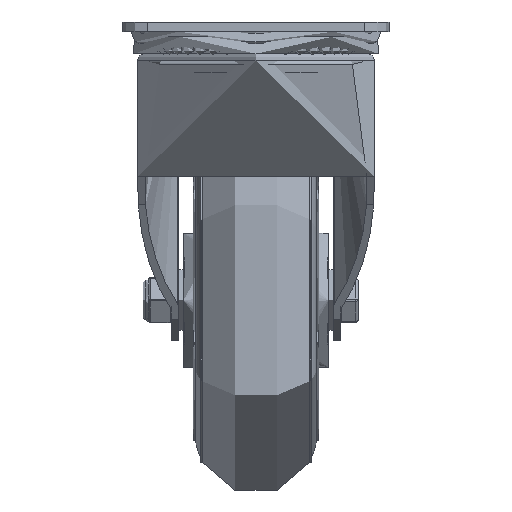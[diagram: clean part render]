
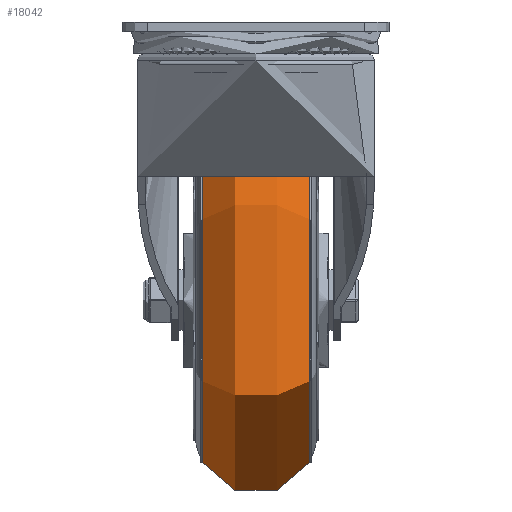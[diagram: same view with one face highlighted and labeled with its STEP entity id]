
A CAD part, left-side view. The second image highlights one B-rep face of the part: STEP entity #18042.
In plain terms, the highlighted toroidal (fillet/blend) face has major radius 54.795 mm and minor radius 25.204 mm.
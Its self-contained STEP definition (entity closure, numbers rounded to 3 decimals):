
#2337=TOROIDAL_SURFACE('',#19692,54.795,25.205);
#2679=FACE_OUTER_BOUND('',#3835,.T.);
#3835=EDGE_LOOP('',(#13626,#13627,#13628,#13629,#13630,#13631));
#7101=CIRCLE('',#19693,67.);
#7102=CIRCLE('',#19694,67.);
#7103=CIRCLE('',#19695,25.205);
#7104=CIRCLE('',#19696,67.);
#7105=CIRCLE('',#19697,67.);
#8204=VERTEX_POINT('',#30183);
#8205=VERTEX_POINT('',#30184);
#8206=VERTEX_POINT('',#30187);
#8207=VERTEX_POINT('',#30189);
#10184=EDGE_CURVE('',#8204,#8205,#7101,.T.);
#10185=EDGE_CURVE('',#8205,#8204,#7102,.T.);
#10186=EDGE_CURVE('',#8205,#8206,#7103,.T.);
#10187=EDGE_CURVE('',#8206,#8207,#7104,.T.);
#10188=EDGE_CURVE('',#8207,#8206,#7105,.T.);
#13626=ORIENTED_EDGE('',*,*,#10184,.F.);
#13627=ORIENTED_EDGE('',*,*,#10185,.F.);
#13628=ORIENTED_EDGE('',*,*,#10186,.T.);
#13629=ORIENTED_EDGE('',*,*,#10187,.T.);
#13630=ORIENTED_EDGE('',*,*,#10188,.T.);
#13631=ORIENTED_EDGE('',*,*,#10186,.F.);
#18042=ADVANCED_FACE('',(#2679),#2337,.T.);
#19692=AXIS2_PLACEMENT_3D('',#30182,#22443,#22444);
#19693=AXIS2_PLACEMENT_3D('',#30185,#22445,#22446);
#19694=AXIS2_PLACEMENT_3D('',#30186,#22447,#22448);
#19695=AXIS2_PLACEMENT_3D('',#30188,#22449,#22450);
#19696=AXIS2_PLACEMENT_3D('',#30190,#22451,#22452);
#19697=AXIS2_PLACEMENT_3D('',#30191,#22453,#22454);
#22443=DIRECTION('center_axis',(0.,-1.,0.));
#22444=DIRECTION('ref_axis',(0.,0.,-1.));
#22445=DIRECTION('center_axis',(0.,-1.,0.));
#22446=DIRECTION('ref_axis',(0.,0.,
1.));
#22447=DIRECTION('center_axis',(0.,-1.,0.));
#22448=DIRECTION('ref_axis',(0.,0.,
1.));
#22449=DIRECTION('center_axis',(-1.,0.,0.));
#22450=DIRECTION('ref_axis',(0.,0.,
1.));
#22451=DIRECTION('center_axis',(0.,-1.,0.));
#22452=DIRECTION('ref_axis',(0.,0.,
1.));
#22453=DIRECTION('center_axis',(0.,-1.,0.));
#22454=DIRECTION('ref_axis',(0.,0.,
1.));
#30182=CARTESIAN_POINT('Origin',(0.,0.,
0.));
#30183=CARTESIAN_POINT('',(0.,-22.053,-67.));
#30184=CARTESIAN_POINT('',(0.,-22.053,67.));
#30185=CARTESIAN_POINT('Origin',(0.,-22.053,
0.));
#30186=CARTESIAN_POINT('Origin',(0.,-22.053,
0.));
#30187=CARTESIAN_POINT('',(0.,22.053,67.));
#30188=CARTESIAN_POINT('Origin',(0.,0.,
54.795));
#30189=CARTESIAN_POINT('',(0.,22.053,-67.));
#30190=CARTESIAN_POINT('Origin',(0.,22.053,
0.));
#30191=CARTESIAN_POINT('Origin',(0.,22.053,
0.));
